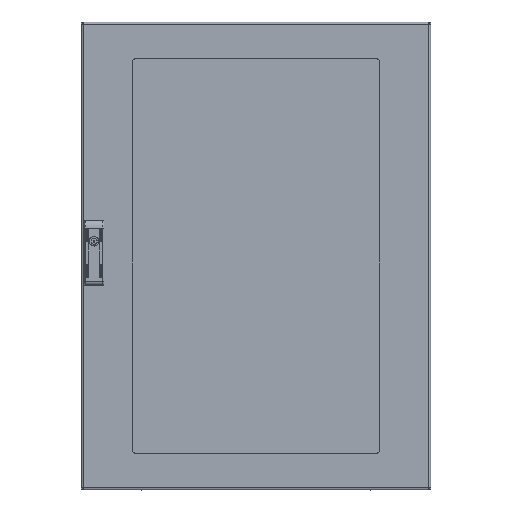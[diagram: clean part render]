
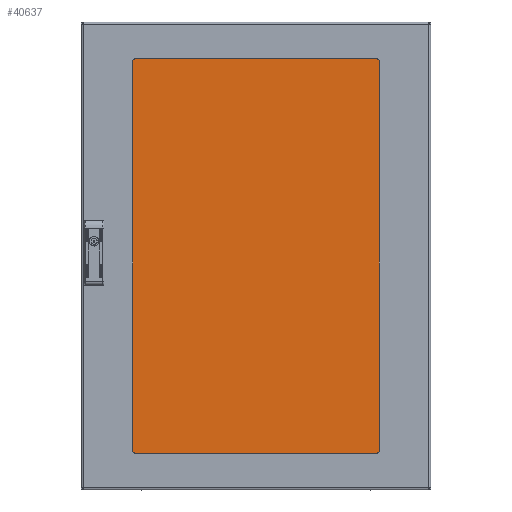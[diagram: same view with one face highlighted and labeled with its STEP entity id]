
A CAD part, top view. The second image highlights one B-rep face of the part: STEP entity #40637.
In plain terms, the highlighted planar face has unit normal (0, 0, 1).
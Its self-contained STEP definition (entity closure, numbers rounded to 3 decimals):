
#2057 = AXIS2_PLACEMENT_3D ( 'NONE', #2636, #2641, #2642 ) ;
#2636 = CARTESIAN_POINT ( 'NONE',  ( 0., 0., 0. ) ) ;
#2638 = PLANE ( 'NONE',  #2057 ) ;
#2641 = DIRECTION ( 'NONE',  ( 0., 0., 1. ) ) ;
#2642 = DIRECTION ( 'NONE',  ( 1., 0., 0. ) ) ;
#2976 = FACE_OUTER_BOUND ( 'NONE', #15108, .T. ) ;
#13784 = CARTESIAN_POINT ( 'NONE',  ( 220., 345.5, 0. ) ) ;
#13789 = DIRECTION ( 'NONE',  ( 0., 1., 0. ) ) ;
#13794 = CARTESIAN_POINT ( 'NONE',  ( -220., -345.5, 0. ) ) ;
#13795 = DIRECTION ( 'NONE',  ( 1., 0., 0. ) ) ;
#13800 = CARTESIAN_POINT ( 'NONE',  ( -220., 345.5, 0. ) ) ;
#13801 = DIRECTION ( 'NONE',  ( 0., -1., 0. ) ) ;
#13804 = CARTESIAN_POINT ( 'NONE',  ( -220., 345.5, 0. ) ) ;
#13805 = DIRECTION ( 'NONE',  ( -1., 0., 0. ) ) ;
#15108 = EDGE_LOOP ( 'NONE', ( #43541, #43542, #43543, #43544 ) ) ;
#31957 = VERTEX_POINT ( 'NONE', #39450 ) ;
#32859 = VERTEX_POINT ( 'NONE', #38195 ) ;
#32888 = VERTEX_POINT ( 'NONE', #38249 ) ;
#32917 = VERTEX_POINT ( 'NONE', #38303 ) ;
#33478 = EDGE_CURVE ( 'NONE', #32859, #32888, #40942, .T. ) ;
#33487 = EDGE_CURVE ( 'NONE', #32917, #32859, #40950, .T. ) ;
#33495 = EDGE_CURVE ( 'NONE', #31957, #32917, #40956, .T. ) ;
#33502 = EDGE_CURVE ( 'NONE', #32888, #31957, #40960, .T. ) ;
#38195 = CARTESIAN_POINT ( 'NONE',  ( 220., -345.5, 0. ) ) ;
#38249 = CARTESIAN_POINT ( 'NONE',  ( 220., 345.5, 0. ) ) ;
#38303 = CARTESIAN_POINT ( 'NONE',  ( -220., -345.5, 0. ) ) ;
#39450 = CARTESIAN_POINT ( 'NONE',  ( -220., 345.5, 0. ) ) ;
#40637 = ADVANCED_FACE ( 'NONE', ( #2976 ), #2638, .T. ) ;
#40942 = LINE ( 'NONE', #13784, #40947 ) ;
#40947 = VECTOR ( 'NONE', #13789, 1000. ) ;
#40950 = LINE ( 'NONE', #13794, #40953 ) ;
#40953 = VECTOR ( 'NONE', #13795, 1000. ) ;
#40956 = LINE ( 'NONE', #13800, #40959 ) ;
#40959 = VECTOR ( 'NONE', #13801, 1000. ) ;
#40960 = LINE ( 'NONE', #13804, #40965 ) ;
#40965 = VECTOR ( 'NONE', #13805, 1000. ) ;
#43541 = ORIENTED_EDGE ( 'NONE', *, *, #33478, .T. ) ;
#43542 = ORIENTED_EDGE ( 'NONE', *, *, #33502, .T. ) ;
#43543 = ORIENTED_EDGE ( 'NONE', *, *, #33495, .T. ) ;
#43544 = ORIENTED_EDGE ( 'NONE', *, *, #33487, .T. ) ;
